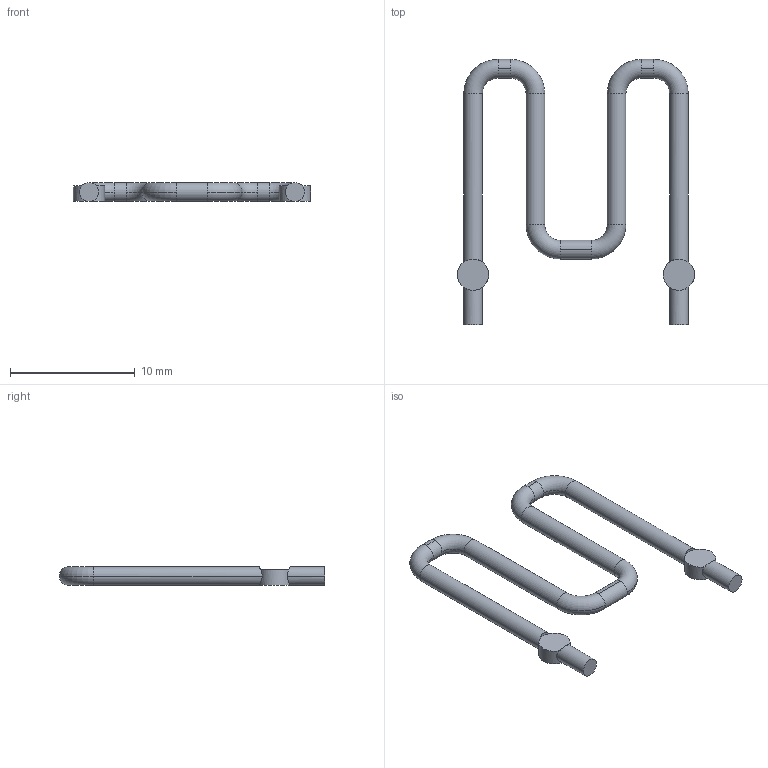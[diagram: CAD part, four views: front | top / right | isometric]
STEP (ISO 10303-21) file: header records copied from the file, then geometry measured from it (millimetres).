
FILE_DESCRIPTION (( 'STEP AP214' ), '1' );
FILE_NAME ('arsh.STEP', '2024-10-08T11:34:24', ( '' ), ( '' ), 'SwSTEP 2.0', 'SolidWorks 2024', '' );
FILE_SCHEMA (( 'AUTOMOTIVE_DESIGN' ));
Length unit declared in the file: millimetre
Products named in the file (1): arsh
Bounding box: 19 x 21.25 x 1.5 mm (x, y, z)
Volume: 147.6 mm3; surface area: 399 mm2
Topology: 1 solids, 1 shells, 46 faces, 108 edges, 64 vertices
Faces by surface type: cylinder 28, torus 12, plane 6
Entity records: 1459 total; most frequent: CARTESIAN_POINT 367, DIRECTION 250, ORIENTED_EDGE 216, AXIS2_PLACEMENT_3D 115, EDGE_CURVE 108, CIRCLE 68, VERTEX_POINT 64, EDGE_LOOP 46
